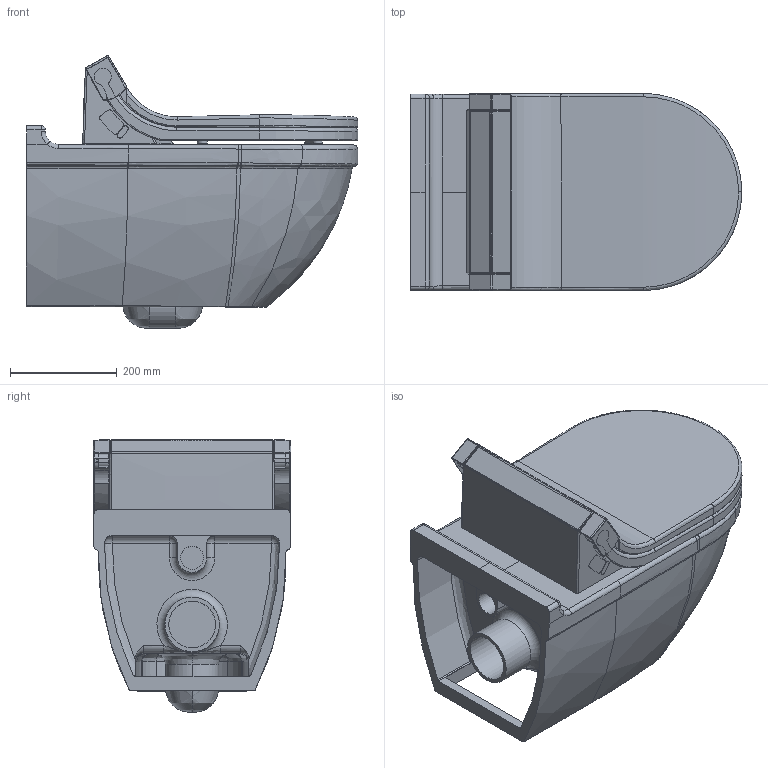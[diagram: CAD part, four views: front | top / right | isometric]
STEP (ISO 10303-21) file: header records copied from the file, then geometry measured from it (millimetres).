
FILE_DESCRIPTION((''),'2;1');
FILE_NAME('222659_610001.stp','2012-04-25T12:27:18',('Administrator'),(''),'Autodesk Inventor 2011','Autodesk Inventor 2011','');
FILE_SCHEMA(('CONFIG_CONTROL_DESIGN'));
Length unit declared in the file: millimetre
Products named in the file (16): 222659_610001; 222659; 610001; F2030-1001_CASE-ASSY_ASM; 1F215-00-01_DECORATIVE-COVER; 1F219-00-01_SEAT-LID; F22030-1001_SEAT-MODULE_ASM; 1F221-A0-01_TOP-CASE; 1F218-B0-01_SEAT-BUFFER; 1F216-B0-01_INFRARED-FILTER; 103227_BUTTON-MEMBRANE; 1F214-A0-01_HINGE-COVER; 1F214-B0-01_HINGE-COVER; 1F218-A0-01_LID-BUFFER; RC-FILTER-NEW; 1F220-00-01_BODY-CASEn
Assembly tree (21 placements, depth 5):
  222659_610001
    222659
    610001
      F2030-1001_CASE-ASSY_ASM
        1F215-00-01_DECORATIVE-COVER
        1F219-00-01_SEAT-LID
        F22030-1001_SEAT-MODULE_ASM
          1F221-A0-01_TOP-CASE
          1F218-B0-01_SEAT-BUFFER  x4
        1F216-B0-01_INFRARED-FILTER
        103227_BUTTON-MEMBRANE
        1F214-A0-01_HINGE-COVER
        1F214-B0-01_HINGE-COVER
        1F218-A0-01_LID-BUFFER  x4
        RC-FILTER-NEW
        1F220-00-01_BODY-CASEn
Bounding box: 620.61 x 370.05 x 510.51 mm (x, y, z)
Volume: 36494230.4 mm3; surface area: 2104687 mm2
Topology: 18 solids, 18 shells, 649 faces, 1540 edges, 926 vertices
Faces by surface type: bspline 282, plane 167, cylinder 138, torus 30, sphere 18, cone 14
Full cylindrical faces by diameter (mm): 14 x2, 15.2 x8, 40 x2, 43.058 x1, 87.748 x1, 102 x1
Entity records: 58878 total; most frequent: CARTESIAN_POINT 46036, ORIENTED_EDGE 2784, DIRECTION 2090, EDGE_CURVE 1392, VERTEX_POINT 854, AXIS2_PLACEMENT_3D 816, EDGE_LOOP 628, FACE_OUTER_BOUND 592
